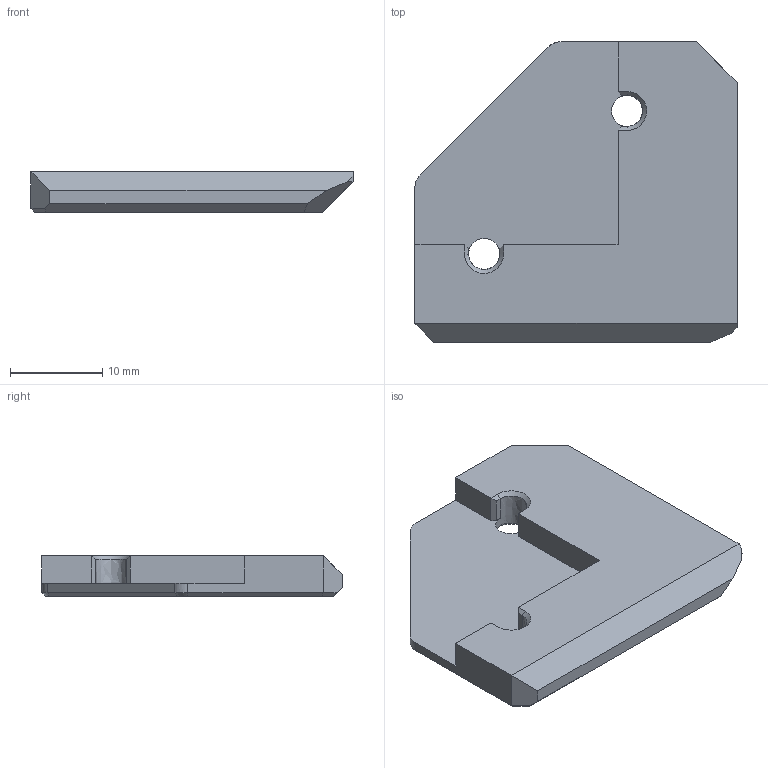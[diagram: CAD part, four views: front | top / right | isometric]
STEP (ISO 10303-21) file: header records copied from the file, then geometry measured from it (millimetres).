
FILE_DESCRIPTION(/* description */ (''),/* implementation_level */ '2;1');
FILE_NAME(/* name */ 'TOP_LE~2',/* time_stamp */ '2023-12-03T22:59:14-08:00',/* author */ (''),/* organization */ (''),/* preprocessor_version */ 'ST-DEVELOPER v16.5',/* originating_system */ '',/* authorisation */ '');
FILE_SCHEMA (('AUTOMOTIVE_DESIGN'));
Length unit declared in the file: millimetre
Products named in the file (1): Document
Bounding box: 34.9 x 32.55 x 4.4 mm (x, y, z)
Volume: 3005.5 mm3; surface area: 2448.2 mm2
Topology: 1 solids, 1 shells, 47 faces, 123 edges, 76 vertices
Faces by surface type: plane 36, bspline 11
Entity records: 1491 total; most frequent: CARTESIAN_POINT 655, ORIENTED_EDGE 246, EDGE_CURVE 123, B_SPLINE_CURVE_WITH_KNOTS 104, VERTEX_POINT 76, EDGE_LOOP 49, ADVANCED_FACE 47, FACE_OUTER_BOUND 47
